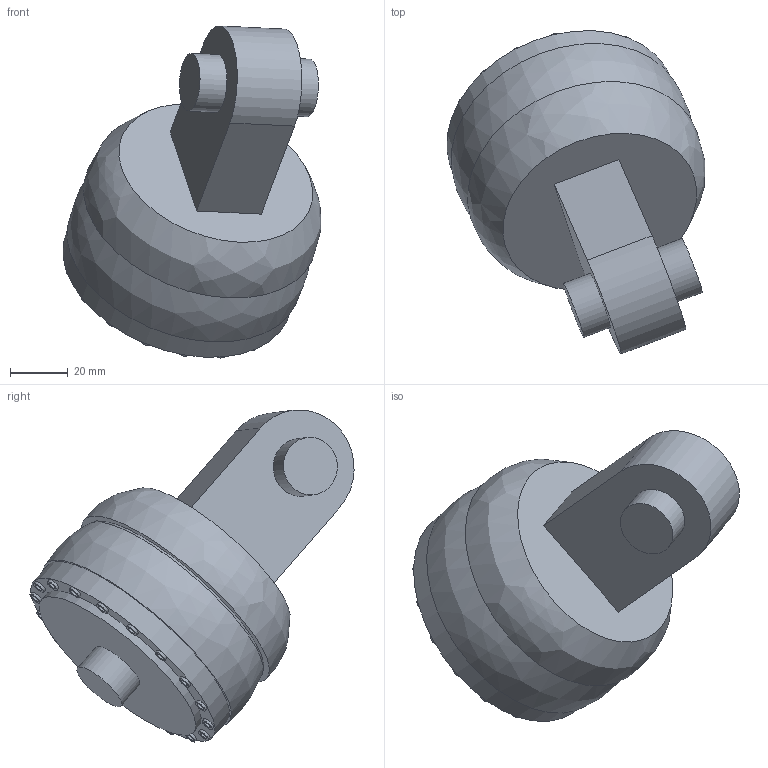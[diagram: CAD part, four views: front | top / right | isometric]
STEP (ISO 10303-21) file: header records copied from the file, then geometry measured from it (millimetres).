
FILE_DESCRIPTION(/* description */ (''),/* implementation_level */ '2;1');
FILE_NAME(/* name */ 'Link_5.step',/* time_stamp */ '2023-12-01T13:54:18-05:00',/* author */ (''),/* organization */ (''),/* preprocessor_version */ 'ST-DEVELOPER v20',/* originating_system */ 'Autodesk Translation Framework v12.14.0.127',/* authorisation */ '');
FILE_SCHEMA (('AUTOMOTIVE_DESIGN { 1 0 10303 214 3 1 1 }'));
Length unit declared in the file: millimetre
Products named in the file (1): (Unsaved)
Bounding box: 89.52 x 112.48 x 115.2 mm (x, y, z)
Volume: 336391.5 mm3; surface area: 33481.6 mm2
Topology: 1 solids, 1 shells, 94 faces, 144 edges, 96 vertices
Faces by surface type: plane 49, cylinder 43, bspline 2
Full cylindrical faces by diameter (mm): 3 x18, 4.5 x18, 20 x3, 70 x1, 79 x1, 82.5 x1
Entity records: 2217 total; most frequent: DIRECTION 422, CARTESIAN_POINT 387, ORIENTED_EDGE 288, AXIS2_PLACEMENT_3D 185, EDGE_CURVE 144, EDGE_LOOP 138, VERTEX_POINT 96, FACE_OUTER_BOUND 94
